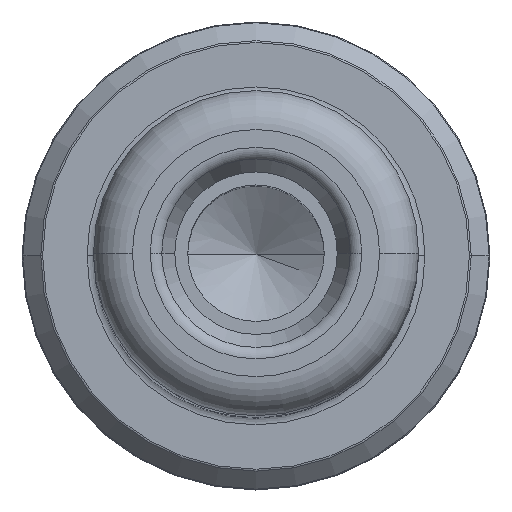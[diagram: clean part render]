
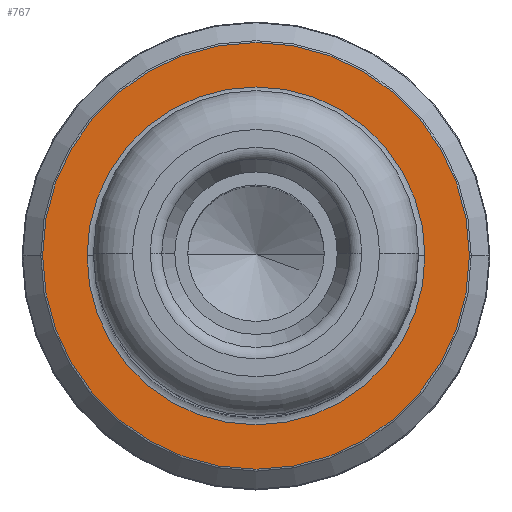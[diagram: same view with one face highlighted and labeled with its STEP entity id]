
A CAD part, top view. The second image highlights one B-rep face of the part: STEP entity #767.
In plain terms, the highlighted planar face has unit normal (0, 0, 1).
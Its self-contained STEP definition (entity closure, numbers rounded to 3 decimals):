
#69 = VERTEX_POINT ( 'NONE', #918 ) ;
#117 = VERTEX_POINT ( 'NONE', #266 ) ;
#118 = EDGE_CURVE ( 'NONE', #1226, #117, #194, .T. ) ;
#194 = CIRCLE ( 'NONE', #1035, 13. ) ;
#266 = CARTESIAN_POINT ( 'NONE',  ( -13., 0., 26. ) ) ;
#313 = DIRECTION ( 'NONE',  ( -1., 0., 0. ) ) ;
#372 = EDGE_CURVE ( 'NONE', #117, #1226, #2785, .T. ) ;
#521 = DIRECTION ( 'NONE',  ( 0., 0., 1. ) ) ;
#524 = CIRCLE ( 'NONE', #2789, 16.417 ) ;
#690 = FACE_BOUND ( 'NONE', #1980, .T. ) ;
#767 = ADVANCED_FACE ( 'NONE', ( #690, #2319 ), #2299, .T. ) ;
#786 = DIRECTION ( 'NONE',  ( 1., 0., 0. ) ) ;
#918 = CARTESIAN_POINT ( 'NONE',  ( -16.417, 0., 26. ) ) ;
#1035 = AXIS2_PLACEMENT_3D ( 'NONE', #3380, #1484, #313 ) ;
#1088 = AXIS2_PLACEMENT_3D ( 'NONE', #2508, #3075, #2148 ) ;
#1167 = EDGE_CURVE ( 'NONE', #69, #2248, #524, .T. ) ;
#1226 = VERTEX_POINT ( 'NONE', #2618 ) ;
#1244 = CARTESIAN_POINT ( 'NONE',  ( 0., 0., 26. ) ) ;
#1274 = CARTESIAN_POINT ( 'NONE',  ( 0., 0., 26. ) ) ;
#1313 = DIRECTION ( 'NONE',  ( 0., 0., 1. ) ) ;
#1360 = ORIENTED_EDGE ( 'NONE', *, *, #2300, .T. ) ;
#1484 = DIRECTION ( 'NONE',  ( 0., 0., -1. ) ) ;
#1980 = EDGE_LOOP ( 'NONE', ( #3300, #2811 ) ) ;
#2148 = DIRECTION ( 'NONE',  ( 1., 0., 0. ) ) ;
#2248 = VERTEX_POINT ( 'NONE', #3438 ) ;
#2299 = PLANE ( 'NONE',  #3229 ) ;
#2300 = EDGE_CURVE ( 'NONE', #2248, #69, #3943, .T. ) ;
#2319 = FACE_OUTER_BOUND ( 'NONE', #3538, .T. ) ;
#2390 = AXIS2_PLACEMENT_3D ( 'NONE', #1244, #3694, #3098 ) ;
#2508 = CARTESIAN_POINT ( 'NONE',  ( 0., 0., 26. ) ) ;
#2540 = DIRECTION ( 'NONE',  ( 1., 0., 0. ) ) ;
#2618 = CARTESIAN_POINT ( 'NONE',  ( 13., 0., 26. ) ) ;
#2785 = CIRCLE ( 'NONE', #2390, 13. ) ;
#2789 = AXIS2_PLACEMENT_3D ( 'NONE', #1274, #1313, #2540 ) ;
#2811 = ORIENTED_EDGE ( 'NONE', *, *, #118, .T. ) ;
#3075 = DIRECTION ( 'NONE',  ( 0., 0., 1. ) ) ;
#3098 = DIRECTION ( 'NONE',  ( -1., 0., 0. ) ) ;
#3229 = AXIS2_PLACEMENT_3D ( 'NONE', #3555, #521, #786 ) ;
#3300 = ORIENTED_EDGE ( 'NONE', *, *, #372, .T. ) ;
#3380 = CARTESIAN_POINT ( 'NONE',  ( 0., 0., 26. ) ) ;
#3438 = CARTESIAN_POINT ( 'NONE',  ( 16.417, 0., 26. ) ) ;
#3538 = EDGE_LOOP ( 'NONE', ( #1360, #3564 ) ) ;
#3555 = CARTESIAN_POINT ( 'NONE',  ( 0., 0., 26. ) ) ;
#3564 = ORIENTED_EDGE ( 'NONE', *, *, #1167, .T. ) ;
#3694 = DIRECTION ( 'NONE',  ( 0., 0., -1. ) ) ;
#3943 = CIRCLE ( 'NONE', #1088, 16.417 ) ;
